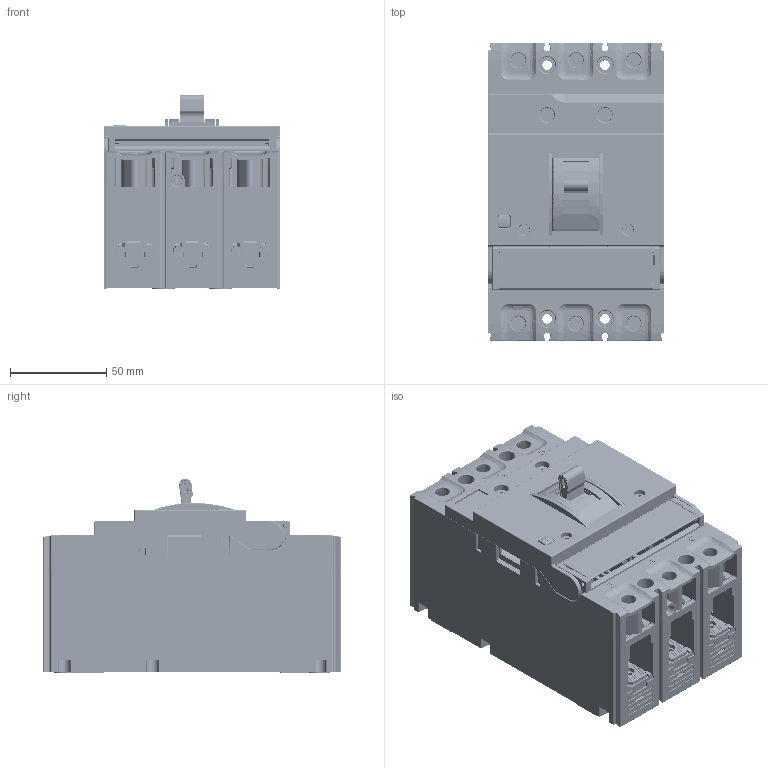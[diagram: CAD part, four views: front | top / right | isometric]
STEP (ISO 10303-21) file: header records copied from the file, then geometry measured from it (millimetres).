
FILE_DESCRIPTION (( 'STEP AP214' ), '1' );
FILE_NAME ('AV Power-1ETU-3P.STEP', '2018-03-06T11:08:42', ( '' ), ( '' ), 'SwSTEP 2.0', 'SolidWorks 2017', '' );
FILE_SCHEMA (( 'AUTOMOTIVE_DESIGN' ));
Length unit declared in the file: millimetre
Products named in the file (1): AV Power-1ETU-3P
Bounding box: 92 x 155 x 101.25 mm (x, y, z)
Volume: 339615.1 mm3; surface area: 291068.1 mm2
Topology: 38 solids, 38 shells, 9312 faces, 25265 edges, 16144 vertices
Faces by surface type: plane 4747, cylinder 3222, bspline 1105, cone 158, torus 80
Entity records: 338097 total; most frequent: CARTESIAN_POINT 108913, ORIENTED_EDGE 50222, DIRECTION 44733, EDGE_CURVE 25111, VERTEX_POINT 16144, LINE 15867, VECTOR 15867, AXIS2_PLACEMENT_3D 14433
